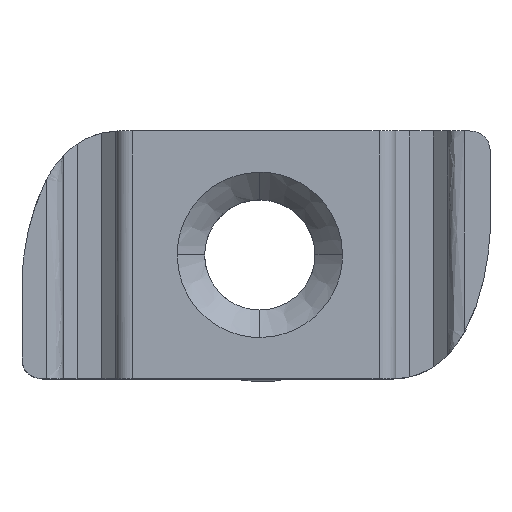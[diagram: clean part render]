
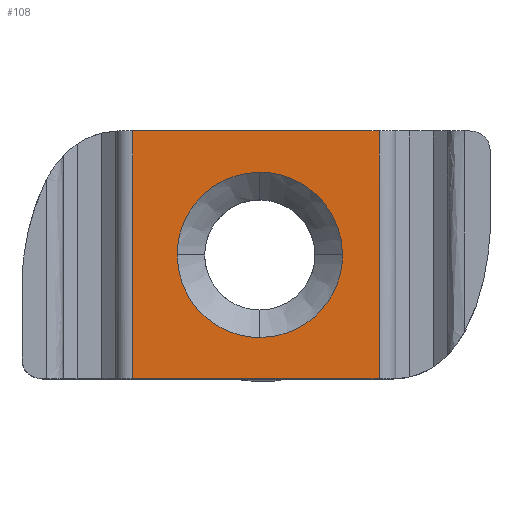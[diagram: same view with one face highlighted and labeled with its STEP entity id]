
A CAD part, top view. The second image highlights one B-rep face of the part: STEP entity #108.
In plain terms, the highlighted planar face has unit normal (0, 0, 1).
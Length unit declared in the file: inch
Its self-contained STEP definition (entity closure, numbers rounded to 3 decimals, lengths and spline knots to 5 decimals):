
#108=ADVANCED_FACE('',(#224,#225),#226,.T.);
#224=FACE_OUTER_BOUND('',#2063,.T.);
#225=FACE_BOUND('',#2064,.T.);
#226=PLANE('',#2065);
#2063=EDGE_LOOP('',(#2397,#2398,#2399,#2400));
#2064=EDGE_LOOP('',(#2401,#2402,#2403,#2404));
#2065=AXIS2_PLACEMENT_3D('',#2405,#2406,#2407);
#2397=ORIENTED_EDGE('',*,*,#2632,.T.);
#2398=ORIENTED_EDGE('',*,*,#2633,.F.);
#2399=ORIENTED_EDGE('',*,*,#2634,.T.);
#2400=ORIENTED_EDGE('',*,*,#2607,.T.);
#2401=ORIENTED_EDGE('',*,*,#2626,.F.);
#2402=ORIENTED_EDGE('',*,*,#2635,.F.);
#2403=ORIENTED_EDGE('',*,*,#2562,.F.);
#2404=ORIENTED_EDGE('',*,*,#2615,.F.);
#2405=CARTESIAN_POINT('',(0.53053,0.,0.0));
#2406=DIRECTION('',(0.0,0.0,1.0));
#2407=DIRECTION('',(1.0,0.0,0.0));
#2562=EDGE_CURVE('',#2728,#2724,#2730,.T.);
#2607=EDGE_CURVE('',#2798,#2796,#2799,.T.);
#2615=EDGE_CURVE('',#2808,#2728,#2811,.T.);
#2626=EDGE_CURVE('',#2823,#2808,#2825,.T.);
#2632=EDGE_CURVE('',#2796,#2831,#2832,.T.);
#2633=EDGE_CURVE('',#2833,#2831,#2834,.T.);
#2634=EDGE_CURVE('',#2833,#2798,#2835,.T.);
#2635=EDGE_CURVE('',#2724,#2823,#2836,.T.);
#2724=VERTEX_POINT('',#3173);
#2728=VERTEX_POINT('',#3189);
#2730=B_SPLINE_CURVE_WITH_KNOTS('',3,(#3192,#3193,#3194,#3195,#3196,#3197,#3198,#3199,#3200,#3201,#3202,#3203),.UNSPECIFIED.,.F.,.F.,(4,2,2,2,2,4),(0.00067,0.07365,0.14699,0.16583,0.22033,0.29397),.UNSPECIFIED.);
#2796=VERTEX_POINT('',#3512);
#2798=VERTEX_POINT('',#3517);
#2799=LINE('',#3518,#3519);
#2808=VERTEX_POINT('',#3535);
#2811=B_SPLINE_CURVE_WITH_KNOTS('',3,(#3539,#3540,#3541,#3542,#3543,#3544,#3545,#3546,#3547,#3548,#3549,#3550,#3551,#3552),.UNSPECIFIED.,.F.,.F.,(4,2,2,2,2,2,4),(0.0,0.00253,0.07648,0.14635,0.14975,0.22105,0.29271),.UNSPECIFIED.);
#2823=VERTEX_POINT('',#3594);
#2825=B_SPLINE_CURVE_WITH_KNOTS('',3,(#3597,#3598,#3599,#3600,#3601,#3602,#3603,#3604,#3605,#3606,#3607,#3608,#3609,#3610),.UNSPECIFIED.,.F.,.F.,(4,2,2,2,2,2,4),(0.0,0.03893,0.07684,0.14653,0.15011,0.2214,0.29306),.UNSPECIFIED.);
#2831=VERTEX_POINT('',#3618);
#2832=LINE('',#3619,#3620);
#2833=VERTEX_POINT('',#3621);
#2834=LINE('',#3622,#3623);
#2835=LINE('',#3624,#3625);
#2836=B_SPLINE_CURVE_WITH_KNOTS('',3,(#3626,#3627,#3628,#3629,#3630,#3631,#3632,#3633,#3634,#3635,#3636,#3637,#3638,#3639),.UNSPECIFIED.,.F.,.F.,(4,2,2,2,2,2,4),(0.0,0.07166,0.14296,0.14635,0.21623,0.29018,0.29271),.UNSPECIFIED.);
#3173=CARTESIAN_POINT('',(0.53958,0.09378,0.0));
#3189=CARTESIAN_POINT('',(0.35208,0.28128,0.0));
#3192=CARTESIAN_POINT('',(0.35208,0.28128,0.0));
#3193=CARTESIAN_POINT('',(0.35208,0.25696,0.0));
#3194=CARTESIAN_POINT('',(0.35696,0.23216,0.0));
#3195=CARTESIAN_POINT('',(0.37559,0.18708,0.0));
#3196=CARTESIAN_POINT('',(0.38971,0.16598,0.0));
#3197=CARTESIAN_POINT('',(0.41144,0.14425,0.0));
#3198=CARTESIAN_POINT('',(0.41612,0.14001,0.0));
#3199=CARTESIAN_POINT('',(0.4352,0.12443,0.0));
#3200=CARTESIAN_POINT('',(0.45119,0.11489,0.0));
#3201=CARTESIAN_POINT('',(0.49066,0.09857,0.0));
#3202=CARTESIAN_POINT('',(0.51526,0.09378,0.0));
#3203=CARTESIAN_POINT('',(0.53958,0.09378,0.0));
#3512=CARTESIAN_POINT('',(0.80994,0.5625,0.0));
#3517=CARTESIAN_POINT('',(0.80994,0.,0.0));
#3518=CARTESIAN_POINT('',(0.80994,0.,0.0));
#3519=VECTOR('',#3764,1.);
#3535=CARTESIAN_POINT('',(0.53958,0.46878,0.0));
#3539=CARTESIAN_POINT('',(0.53958,0.46878,0.0));
#3540=CARTESIAN_POINT('',(0.53873,0.46878,0.0));
#3541=CARTESIAN_POINT('',(0.53789,0.46877,0.0));
#3542=CARTESIAN_POINT('',(0.5124,0.46843,0.0));
#3543=CARTESIAN_POINT('',(0.48734,0.46308,0.0));
#3544=CARTESIAN_POINT('',(0.44339,0.44393,0.0));
#3545=CARTESIAN_POINT('',(0.42346,0.43033,0.0));
#3546=CARTESIAN_POINT('',(0.40616,0.41303,0.0));
#3547=CARTESIAN_POINT('',(0.40537,0.41222,0.0));
#3548=CARTESIAN_POINT('',(0.38809,0.3943,0.0));
#3549=CARTESIAN_POINT('',(0.37466,0.37365,0.0));
#3550=CARTESIAN_POINT('',(0.35677,0.32949,0.0));
#3551=CARTESIAN_POINT('',(0.35208,0.30517,0.0));
#3552=CARTESIAN_POINT('',(0.35208,0.28128,0.0));
#3594=CARTESIAN_POINT('',(0.72708,0.28128,0.0));
#3597=CARTESIAN_POINT('',(0.72708,0.28128,0.0));
#3598=CARTESIAN_POINT('',(0.72708,0.29425,0.0));
#3599=CARTESIAN_POINT('',(0.72573,0.3073,0.0));
#3600=CARTESIAN_POINT('',(0.72046,0.33236,0.0));
#3601=CARTESIAN_POINT('',(0.71658,0.34453,0.0));
#3602=CARTESIAN_POINT('',(0.70225,0.37741,0.0));
#3603=CARTESIAN_POINT('',(0.6887,0.39729,0.0));
#3604=CARTESIAN_POINT('',(0.67142,0.41461,0.0));
#3605=CARTESIAN_POINT('',(0.67056,0.41544,0.0));
#3606=CARTESIAN_POINT('',(0.6526,0.43276,0.0));
#3607=CARTESIAN_POINT('',(0.63195,0.4462,0.0));
#3608=CARTESIAN_POINT('',(0.58778,0.46408,0.0));
#3609=CARTESIAN_POINT('',(0.56346,0.46878,0.0));
#3610=CARTESIAN_POINT('',(0.53958,0.46878,0.0));
#3618=CARTESIAN_POINT('',(0.25113,0.5625,0.0));
#3619=CARTESIAN_POINT('',(0.25113,0.5625,0.0));
#3620=VECTOR('',#3775,1.0);
#3621=CARTESIAN_POINT('',(0.25113,0.,0.0));
#3622=CARTESIAN_POINT('',(0.25113,0.,0.0));
#3623=VECTOR('',#3776,1.);
#3624=CARTESIAN_POINT('',(0.25113,0.,0.0));
#3625=VECTOR('',#3777,1.0);
#3626=CARTESIAN_POINT('',(0.53958,0.09378,0.0));
#3627=CARTESIAN_POINT('',(0.56347,0.09378,0.0));
#3628=CARTESIAN_POINT('',(0.58779,0.09847,0.0));
#3629=CARTESIAN_POINT('',(0.63195,0.11636,0.0));
#3630=CARTESIAN_POINT('',(0.6526,0.12979,0.0));
#3631=CARTESIAN_POINT('',(0.67052,0.14707,0.0));
#3632=CARTESIAN_POINT('',(0.67133,0.14787,0.0));
#3633=CARTESIAN_POINT('',(0.68863,0.16516,0.0));
#3634=CARTESIAN_POINT('',(0.70223,0.18509,0.0));
#3635=CARTESIAN_POINT('',(0.72138,0.22904,0.0));
#3636=CARTESIAN_POINT('',(0.72673,0.2541,0.0));
#3637=CARTESIAN_POINT('',(0.72707,0.27959,0.0));
#3638=CARTESIAN_POINT('',(0.72708,0.28043,0.0));
#3639=CARTESIAN_POINT('',(0.72708,0.28128,0.0));
#3764=DIRECTION('',(0.0,1.0,0.0));
#3775=DIRECTION('',(-1.0,0.0,0.0));
#3776=DIRECTION('',(0.0,1.0,0.0));
#3777=DIRECTION('',(1.0,0.0,0.0));
